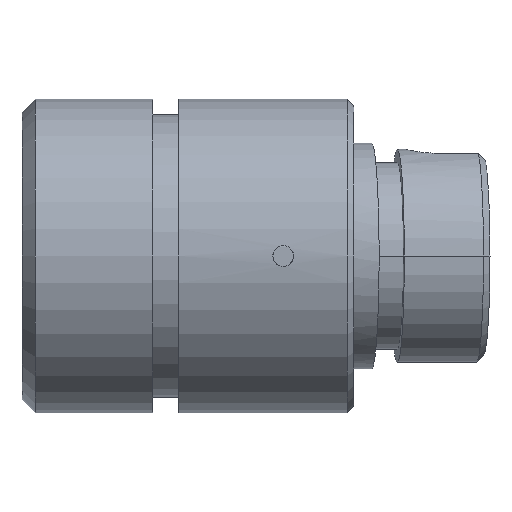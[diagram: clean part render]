
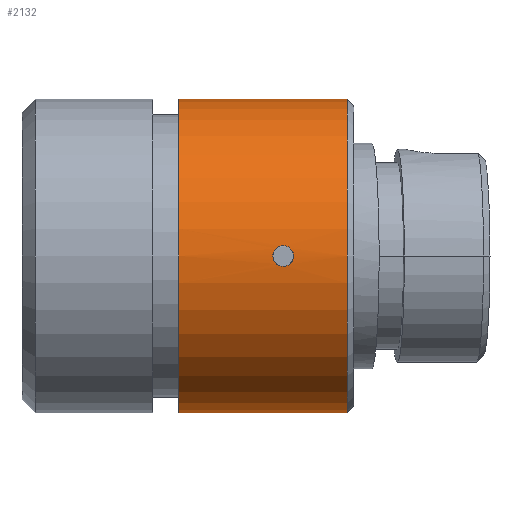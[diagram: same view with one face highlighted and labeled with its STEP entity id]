
A CAD part, front view. The second image highlights one B-rep face of the part: STEP entity #2132.
In plain terms, the highlighted cylindrical face has radius 6 mm (diameter 12 mm), a partial arc.
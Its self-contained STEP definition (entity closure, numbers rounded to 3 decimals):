
#43 = DIRECTION ( 'NONE',  ( -1., 0., 0. ) ) ;
#63 = EDGE_CURVE ( 'NONE', #3428, #3954, #2309, .T. ) ;
#208 = CARTESIAN_POINT ( 'NONE',  ( 9.603, -6., -0.105 ) ) ;
#243 = FACE_OUTER_BOUND ( 'NONE', #1252, .T. ) ;
#246 = VERTEX_POINT ( 'NONE', #2154 ) ;
#310 = CARTESIAN_POINT ( 'NONE',  ( -15.285, 0., -6. ) ) ;
#319 = AXIS2_PLACEMENT_3D ( 'NONE', #2398, #2388, #3017 ) ;
#356 = AXIS2_PLACEMENT_3D ( 'NONE', #2997, #3651, #3622 ) ;
#382 = CARTESIAN_POINT ( 'NONE',  ( 10.355, -5.997, -0.207 ) ) ;
#403 = CARTESIAN_POINT ( 'NONE',  ( 10.397, -6., 0.104 ) ) ;
#438 = CIRCLE ( 'NONE', #319, 6. ) ;
#506 = CARTESIAN_POINT ( 'NONE',  ( 6., 0., 6. ) ) ;
#680 = CARTESIAN_POINT ( 'NONE',  ( 10.208, -5.99, 0.354 ) ) ;
#807 = CARTESIAN_POINT ( 'NONE',  ( 9.893, -5.987, 0.396 ) ) ;
#845 = ORIENTED_EDGE ( 'NONE', *, *, #2941, .F. ) ;
#1086 = ORIENTED_EDGE ( 'NONE', *, *, #1991, .T. ) ;
#1147 = ORIENTED_EDGE ( 'NONE', *, *, #2888, .T. ) ;
#1252 = EDGE_LOOP ( 'NONE', ( #2364, #1147, #2502, #845 ) ) ;
#1296 = EDGE_CURVE ( 'NONE', #246, #2955, #3265, .T. ) ;
#1307 = CARTESIAN_POINT ( 'NONE',  ( 10.107, -5.987, 0.396 ) ) ;
#1333 = CARTESIAN_POINT ( 'NONE',  ( 10.244, -5.992, -0.318 ) ) ;
#1362 = EDGE_CURVE ( 'NONE', #1616, #2654, #2520, .T. ) ;
#1422 = CARTESIAN_POINT ( 'NONE',  ( 9.646, -5.997, 0.207 ) ) ;
#1470 = CARTESIAN_POINT ( 'NONE',  ( 6., 0., -6. ) ) ;
#1591 = FACE_BOUND ( 'NONE', #3242, .T. ) ;
#1616 = VERTEX_POINT ( 'NONE', #2952 ) ;
#1706 = CARTESIAN_POINT ( 'NONE',  ( 10., -5.987, 0.397 ) ) ;
#1758 = CARTESIAN_POINT ( 'NONE',  ( 12.45, 0., -6. ) ) ;
#1784 = CYLINDRICAL_SURFACE ( 'NONE', #2231, 6. ) ;
#1883 = CIRCLE ( 'NONE', #356, 6. ) ;
#1930 = CARTESIAN_POINT ( 'NONE',  ( 10.053, -5.987, -0.397 ) ) ;
#1991 = EDGE_CURVE ( 'NONE', #2654, #1616, #3169, .T. ) ;
#2132 = ADVANCED_FACE ( 'NONE', ( #243, #1591 ), #1784, .T. ) ;
#2154 = CARTESIAN_POINT ( 'NONE',  ( 12.45, 0., 6. ) ) ;
#2231 = AXIS2_PLACEMENT_3D ( 'NONE', #2922, #2344, #2911 ) ;
#2309 = LINE ( 'NONE', #310, #3076 ) ;
#2313 = CARTESIAN_POINT ( 'NONE',  ( -15.285, 0., 6. ) ) ;
#2342 = CARTESIAN_POINT ( 'NONE',  ( 9.894, -5.987, -0.396 ) ) ;
#2344 = DIRECTION ( 'NONE',  ( -1., 0., 0. ) ) ;
#2364 = ORIENTED_EDGE ( 'NONE', *, *, #63, .F. ) ;
#2388 = DIRECTION ( 'NONE',  ( -1., 0., 0. ) ) ;
#2398 = CARTESIAN_POINT ( 'NONE',  ( 12.45, 0., 0. ) ) ;
#2502 = ORIENTED_EDGE ( 'NONE', *, *, #1296, .T. ) ;
#2520 = B_SPLINE_CURVE_WITH_KNOTS ( 'NONE', 3,
 ( #2680, #2342, #3931, #2987, #208, #2666, #1422, #3577, #807, #1706 ),
 .UNSPECIFIED., .F., .F.,
 ( 4, 2, 2, 2, 4 ),
 ( 0., 0.25, 0.5, 0.75, 1. ),
 .UNSPECIFIED. ) ;
#2550 = CARTESIAN_POINT ( 'NONE',  ( 10., -5.987, 0.397 ) ) ;
#2654 = VERTEX_POINT ( 'NONE', #2550 ) ;
#2666 = CARTESIAN_POINT ( 'NONE',  ( 9.603, -6., 0.104 ) ) ;
#2680 = CARTESIAN_POINT ( 'NONE',  ( 10., -5.987, -0.397 ) ) ;
#2837 = CARTESIAN_POINT ( 'NONE',  ( 10.354, -5.997, 0.207 ) ) ;
#2888 = EDGE_CURVE ( 'NONE', #3428, #246, #438, .T. ) ;
#2895 = DIRECTION ( 'NONE',  ( -1., 0., 0. ) ) ;
#2899 = CARTESIAN_POINT ( 'NONE',  ( 10.199, -5.99, -0.347 ) ) ;
#2911 = DIRECTION ( 'NONE',  ( 0., 0., 1. ) ) ;
#2922 = CARTESIAN_POINT ( 'NONE',  ( -15.285, 0., 0. ) ) ;
#2941 = EDGE_CURVE ( 'NONE', #3954, #2955, #1883, .T. ) ;
#2952 = CARTESIAN_POINT ( 'NONE',  ( 10., -5.987, -0.397 ) ) ;
#2955 = VERTEX_POINT ( 'NONE', #506 ) ;
#2987 = CARTESIAN_POINT ( 'NONE',  ( 9.646, -5.997, -0.208 ) ) ;
#2997 = CARTESIAN_POINT ( 'NONE',  ( 6., 0., 0. ) ) ;
#3017 = DIRECTION ( 'NONE',  ( 0., 0., 1. ) ) ;
#3076 = VECTOR ( 'NONE', #43, 1000. ) ;
#3147 = CARTESIAN_POINT ( 'NONE',  ( 10., -5.987, -0.397 ) ) ;
#3161 = CARTESIAN_POINT ( 'NONE',  ( 10.397, -6., -0.104 ) ) ;
#3169 = B_SPLINE_CURVE_WITH_KNOTS ( 'NONE', 3,
 ( #3486, #1307, #680, #2837, #403, #3161, #382, #1333, #2899, #3801, #1930, #3147 ),
 .UNSPECIFIED., .F., .F.,
 ( 4, 2, 2, 2, 2, 4 ),
 ( 0., 0.25, 0.5, 0.75, 0.875, 1. ),
 .UNSPECIFIED. ) ;
#3242 = EDGE_LOOP ( 'NONE', ( #1086, #3669 ) ) ;
#3265 = LINE ( 'NONE', #2313, #3556 ) ;
#3428 = VERTEX_POINT ( 'NONE', #1758 ) ;
#3486 = CARTESIAN_POINT ( 'NONE',  ( 10., -5.987, 0.397 ) ) ;
#3556 = VECTOR ( 'NONE', #2895, 1000. ) ;
#3577 = CARTESIAN_POINT ( 'NONE',  ( 9.792, -5.99, 0.354 ) ) ;
#3622 = DIRECTION ( 'NONE',  ( 0., 0., 1. ) ) ;
#3651 = DIRECTION ( 'NONE',  ( -1., 0., 0. ) ) ;
#3669 = ORIENTED_EDGE ( 'NONE', *, *, #1362, .T. ) ;
#3801 = CARTESIAN_POINT ( 'NONE',  ( 10.104, -5.988, -0.386 ) ) ;
#3931 = CARTESIAN_POINT ( 'NONE',  ( 9.793, -5.99, -0.354 ) ) ;
#3954 = VERTEX_POINT ( 'NONE', #1470 ) ;
